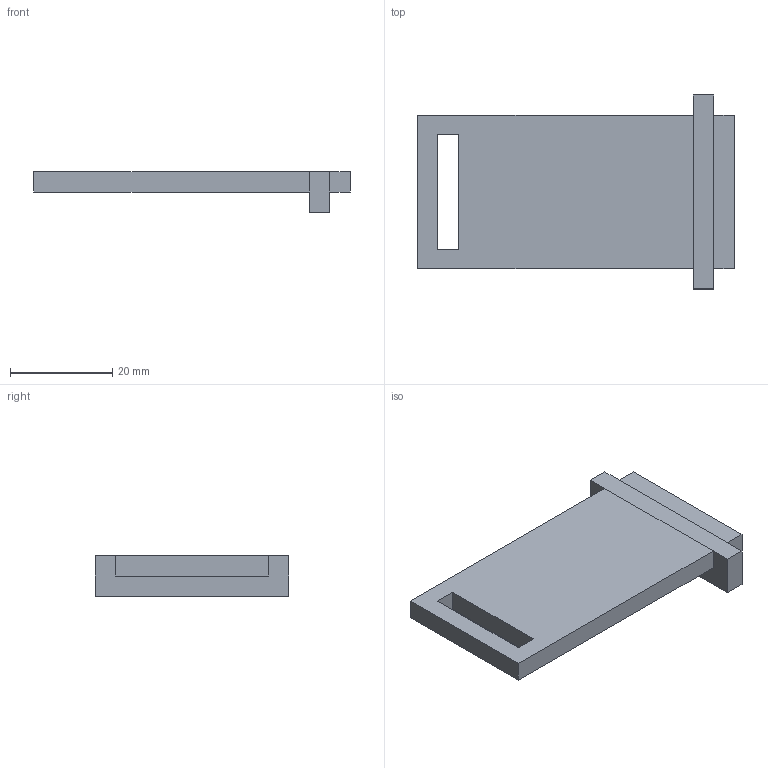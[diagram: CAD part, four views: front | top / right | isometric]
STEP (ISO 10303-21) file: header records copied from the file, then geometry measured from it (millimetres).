
FILE_DESCRIPTION(('FreeCAD Model'),'2;1');
FILE_NAME('Open CASCADE Shape Model','2024-12-15T01:57:22',(''),(''), 'Open CASCADE STEP processor 7.8','FreeCAD','Unknown');
FILE_SCHEMA(('AUTOMOTIVE_DESIGN { 1 0 10303 214 1 1 1 1 }'));
Length unit declared in the file: millimetre
Products named in the file (1): Pin
Bounding box: 62 x 38 x 8 mm (x, y, z)
Volume: 7799.7 mm3; surface area: 4944.6 mm2
Topology: 1 solids, 1 shells, 20 faces, 50 edges, 32 vertices
Faces by surface type: plane 20
Entity records: 607 total; most frequent: CARTESIAN_POINT 103, ORIENTED_EDGE 100, DIRECTION 92, EDGE_CURVE 50, LINE 50, VECTOR 50, VERTEX_POINT 32, FACE_BOUND 22
